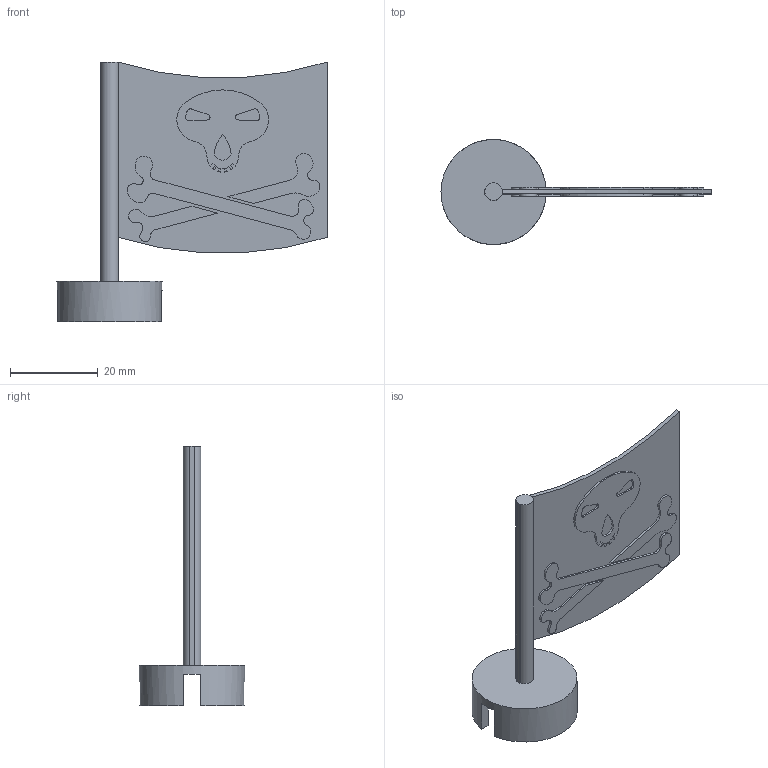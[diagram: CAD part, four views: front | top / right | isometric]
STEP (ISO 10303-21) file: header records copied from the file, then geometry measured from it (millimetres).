
FILE_DESCRIPTION(/* description */ ('STEP AP242 Edition 2','CAx-IF Rec.Pracs.---Representation and Presentation of Product Manufacturing Information (PMI)---4.0---2014-10-13','CAx-IF Rec.Pracs.---3D Tessellated Geometry---0.4---2014-09-14','2;1','CAx-IF Rec.Pracs.---User Defined Attributes---1.5---2016-08-15'),/* implementation_level */ '2;1');
FILE_NAME(/* name */ '694a95cc9f3b86b4658254a3',/* time_stamp */ '2025-12-23T13:14:52Z',/* author */ (''),/* organization */ (''),/* preprocessor_version */ 'ST-DEVELOPER v20',/* originating_system */ 'ONSHAPE BY PTC INC, 1.208',/* authorisation */ ' ');
FILE_SCHEMA (('AP242_MANAGED_MODEL_BASED_3D_ENGINEERING_MIM_LF { 1 0 10303 442 3 1 4 }'));
Length unit declared in the file: metre
Products named in the file (1): Mastflag
Bounding box: 61.64 x 24 x 59.26 mm (x, y, z)
Volume: 4841.2 mm3; surface area: 6883.6 mm2
Topology: 1 solids, 1 shells, 193 faces, 528 edges, 352 vertices
Faces by surface type: cylinder 105, plane 88
Full cylindrical faces by diameter (mm): 24 x1
Entity records: 6203 total; most frequent: DIRECTION 1127, CARTESIAN_POINT 1071, ORIENTED_EDGE 1052, EDGE_CURVE 526, AXIS2_PLACEMENT_3D 407, VERTEX_POINT 351, LINE 313, VECTOR 313
